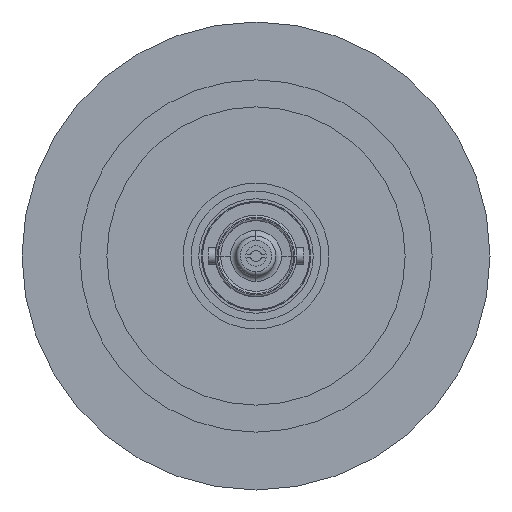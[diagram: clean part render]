
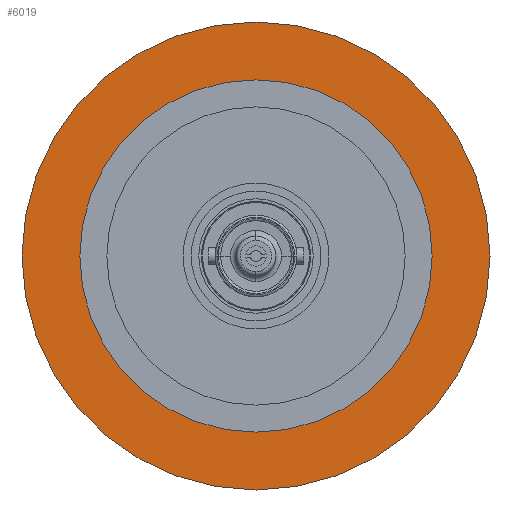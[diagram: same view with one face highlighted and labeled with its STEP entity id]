
A CAD part, front view. The second image highlights one B-rep face of the part: STEP entity #6019.
In plain terms, the highlighted planar face has unit normal (0, -1, 0).
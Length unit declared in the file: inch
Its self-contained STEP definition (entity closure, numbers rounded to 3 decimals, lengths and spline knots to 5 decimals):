
#8 = CARTESIAN_POINT ( 'NONE',  ( -1.0825, -0.1, 0. ) ) ;
#972 = CARTESIAN_POINT ( 'NONE',  ( 0., -0.1, 0. ) ) ;
#973 = DIRECTION ( 'NONE',  ( 0., 1., 0. ) ) ;
#974 = DIRECTION ( 'NONE',  ( 1., 0., 0. ) ) ;
#975 = CARTESIAN_POINT ( 'NONE',  ( 0., -0.1, 0. ) ) ;
#976 = DIRECTION ( 'NONE',  ( 0., 1., 0. ) ) ;
#977 = DIRECTION ( 'NONE',  ( 1., 0., 0. ) ) ;
#1059 = CARTESIAN_POINT ( 'NONE',  ( 0., -0.1, 0. ) ) ;
#1071 = FACE_BOUND ( 'NONE', #3025, .T. ) ;
#1072 = FACE_OUTER_BOUND ( 'NONE', #6926, .T. ) ;
#1073 = PLANE ( 'NONE',  #6333 ) ;
#1075 = DIRECTION ( 'NONE',  ( 0., -1., 0. ) ) ;
#1076 = DIRECTION ( 'NONE',  ( -1., 0., 0. ) ) ;
#3025 = EDGE_LOOP ( 'NONE', ( #6707, #6699 ) ) ;
#3605 = EDGE_CURVE ( 'NONE', #4059, #4076, #5664, .T. ) ;
#4048 = VERTEX_POINT ( 'NONE', #7418 ) ;
#4059 = VERTEX_POINT ( 'NONE', #7429 ) ;
#4076 = VERTEX_POINT ( 'NONE', #8 ) ;
#4189 = CARTESIAN_POINT ( 'NONE',  ( 0., -0.1, 0. ) ) ;
#4190 = DIRECTION ( 'NONE',  ( 0., 1., 0. ) ) ;
#4191 = DIRECTION ( 'NONE',  ( 1., 0., 0. ) ) ;
#4823 = CARTESIAN_POINT ( 'NONE',  ( -0.815, -0.1, 0. ) ) ;
#5036 = CARTESIAN_POINT ( 'NONE',  ( 0., -0.1, 0. ) ) ;
#5037 = DIRECTION ( 'NONE',  ( 0., 1., 0. ) ) ;
#5038 = DIRECTION ( 'NONE',  ( 1., 0., 0. ) ) ;
#5074 = CIRCLE ( 'NONE', #5078, 0.815 ) ;
#5078 = AXIS2_PLACEMENT_3D ( 'NONE', #5036, #5037, #5038 ) ;
#5277 = VERTEX_POINT ( 'NONE', #4823 ) ;
#5664 = CIRCLE ( 'NONE', #5668, 1.0825 ) ;
#5668 = AXIS2_PLACEMENT_3D ( 'NONE', #4189, #4190, #4191 ) ;
#5704 = EDGE_CURVE ( 'NONE', #5277, #4048, #5074, .T. ) ;
#5994 = EDGE_CURVE ( 'NONE', #4048, #5277, #6338, .T. ) ;
#5995 = EDGE_CURVE ( 'NONE', #4076, #4059, #6318, .T. ) ;
#6019 = ADVANCED_FACE ( 'NONE', ( #1071, #1072 ), #1073, .T. ) ;
#6313 = AXIS2_PLACEMENT_3D ( 'NONE', #975, #976, #977 ) ;
#6315 = AXIS2_PLACEMENT_3D ( 'NONE', #972, #973, #974 ) ;
#6318 = CIRCLE ( 'NONE', #6313, 1.0825 ) ;
#6333 = AXIS2_PLACEMENT_3D ( 'NONE', #1059, #1075, #1076 ) ;
#6338 = CIRCLE ( 'NONE', #6315, 0.815 ) ;
#6698 = ORIENTED_EDGE ( 'NONE', *, *, #5995, .F. ) ;
#6699 = ORIENTED_EDGE ( 'NONE', *, *, #5704, .T. ) ;
#6705 = ORIENTED_EDGE ( 'NONE', *, *, #3605, .F. ) ;
#6707 = ORIENTED_EDGE ( 'NONE', *, *, #5994, .T. ) ;
#6926 = EDGE_LOOP ( 'NONE', ( #6705, #6698 ) ) ;
#7418 = CARTESIAN_POINT ( 'NONE',  ( 0.815, -0.1, 0. ) ) ;
#7429 = CARTESIAN_POINT ( 'NONE',  ( 1.0825, -0.1, 0. ) ) ;
